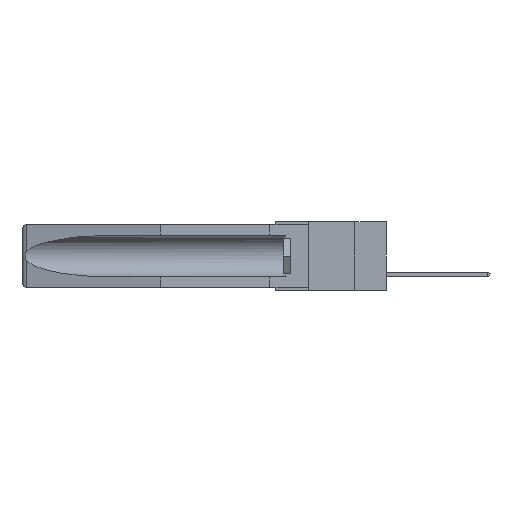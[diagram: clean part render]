
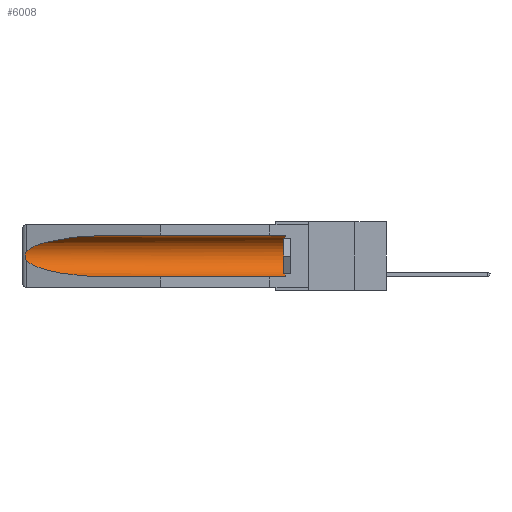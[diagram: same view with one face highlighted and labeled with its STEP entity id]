
A CAD part, left-side view. The second image highlights one B-rep face of the part: STEP entity #6008.
In plain terms, the highlighted cylindrical face has radius 2.857 mm (diameter 5.715 mm), a partial arc.
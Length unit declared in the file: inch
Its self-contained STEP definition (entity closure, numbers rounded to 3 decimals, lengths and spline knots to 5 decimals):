
#852 = CARTESIAN_POINT ( 'NONE',  ( 0.2675, 1.53308, -0.16763 ) ) ;
#1594 = CARTESIAN_POINT ( 'NONE',  ( 0.26537, 1.52718, -0.14972 ) ) ;
#2505 = ORIENTED_EDGE ( 'NONE', *, *, #25582, .T. ) ;
#2564 =( BOUNDED_CURVE ( )  B_SPLINE_CURVE ( 3, ( #20417, #15931, #18089, #29881 ),
 .UNSPECIFIED., .F., .F. ) 
 B_SPLINE_CURVE_WITH_KNOTS ( ( 4, 4 ),
 ( 4.71239, 6.08839 ),
 .UNSPECIFIED. ) 
 CURVE ( )  GEOMETRIC_REPRESENTATION_ITEM ( )  RATIONAL_B_SPLINE_CURVE ( ( 1., 0.848, 0.848, 1. ) ) 
 REPRESENTATION_ITEM ( '' )  );
#2845 = EDGE_LOOP ( 'NONE', ( #2505, #22568, #7769, #23417, #4728, #26616 ) ) ;
#3484 = VERTEX_POINT ( 'NONE', #26057 ) ;
#3699 = VERTEX_POINT ( 'NONE', #14641 ) ;
#4094 = VECTOR ( 'NONE', #22924, 39.37008 ) ;
#4569 = DIRECTION ( 'NONE',  ( 0., 0., 1. ) ) ;
#4728 = ORIENTED_EDGE ( 'NONE', *, *, #16421, .T. ) ;
#5429 = CARTESIAN_POINT ( 'NONE',  ( 0.26654, 1.53092, -0.15636 ) ) ;
#5535 = CARTESIAN_POINT ( 'NONE',  ( 0.2675, 1.53308, -0.17534 ) ) ;
#6008 = ADVANCED_FACE ( 'NONE', ( #30015 ), #9993, .F. ) ;
#6885 = EDGE_CURVE ( 'NONE', #3699, #8149, #11397, .T. ) ;
#7219 = VERTEX_POINT ( 'NONE', #7830 ) ;
#7769 = ORIENTED_EDGE ( 'NONE', *, *, #15067, .T. ) ;
#7830 = CARTESIAN_POINT ( 'NONE',  ( 0.155, 0.126, -0.059 ) ) ;
#7982 = B_SPLINE_CURVE_WITH_KNOTS ( 'NONE', 3,
 ( #19568, #12665, #5429, #12757, #852, #5535, #24274, #10418, #21999, #10311 ),
 .UNSPECIFIED., .F., .F.,
 ( 4, 2, 2, 2, 4 ),
 ( 0., 0.00029, 0.00058, 0.00087, 0.00117 ),
 .UNSPECIFIED. ) ;
#8043 = VECTOR ( 'NONE', #14961, 39.37008 ) ;
#8149 = VERTEX_POINT ( 'NONE', #13901 ) ;
#8646 = VERTEX_POINT ( 'NONE', #12100 ) ;
#8946 = DIRECTION ( 'NONE',  ( 0., 0., 1. ) ) ;
#9993 = CYLINDRICAL_SURFACE ( 'NONE', #18907, 0.1125 ) ;
#10026 = CARTESIAN_POINT ( 'NONE',  ( 0.26537, 1.52718, -0.19328 ) ) ;
#10311 = CARTESIAN_POINT ( 'NONE',  ( 0.26537, 1.52718, -0.19328 ) ) ;
#10321 = AXIS2_PLACEMENT_3D ( 'NONE', #25057, #22780, #8946 ) ;
#10418 = CARTESIAN_POINT ( 'NONE',  ( 0.26655, 1.53094, -0.18657 ) ) ;
#10684 = CARTESIAN_POINT ( 'NONE',  ( 0.155, -0.30754, -0.059 ) ) ;
#10947 = CARTESIAN_POINT ( 'NONE',  ( 0.155, -0.30754, -0.284 ) ) ;
#11397 = LINE ( 'NONE', #10947, #4094 ) ;
#12100 = CARTESIAN_POINT ( 'NONE',  ( 0.155, 1.07973, -0.059 ) ) ;
#12139 = EDGE_CURVE ( 'NONE', #18151, #3484, #7982, .T. ) ;
#12665 = CARTESIAN_POINT ( 'NONE',  ( 0.26597, 1.52961, -0.15275 ) ) ;
#12757 = CARTESIAN_POINT ( 'NONE',  ( 0.2673, 1.5327, -0.16383 ) ) ;
#12885 = CIRCLE ( 'NONE', #10321, 0.1125 ) ;
#12988 = EDGE_CURVE ( 'NONE', #7219, #8646, #28057, .T. ) ;
#13901 = CARTESIAN_POINT ( 'NONE',  ( 0.155, 1.07973, -0.284 ) ) ;
#14228 = DIRECTION ( 'NONE',  ( 0., 1., 0. ) ) ;
#14641 = CARTESIAN_POINT ( 'NONE',  ( 0.155, 0.126, -0.284 ) ) ;
#14708 = CARTESIAN_POINT ( 'NONE',  ( 0.21114, 1.30732, -0.284 ) ) ;
#14961 = DIRECTION ( 'NONE',  ( 0., 1., 0. ) ) ;
#15067 = EDGE_CURVE ( 'NONE', #3484, #8149, #27012, .T. ) ;
#15931 = CARTESIAN_POINT ( 'NONE',  ( 0.21114, 1.30732, -0.059 ) ) ;
#16421 = EDGE_CURVE ( 'NONE', #3699, #7219, #12885, .T. ) ;
#17126 = CARTESIAN_POINT ( 'NONE',  ( 0.25451, 1.48313, -0.24835 ) ) ;
#18089 = CARTESIAN_POINT ( 'NONE',  ( 0.25451, 1.48313, -0.09465 ) ) ;
#18151 = VERTEX_POINT ( 'NONE', #1594 ) ;
#18907 = AXIS2_PLACEMENT_3D ( 'NONE', #28186, #14228, #4569 ) ;
#19568 = CARTESIAN_POINT ( 'NONE',  ( 0.26537, 1.52718, -0.14972 ) ) ;
#19573 = CARTESIAN_POINT ( 'NONE',  ( 0.155, 1.07973, -0.284 ) ) ;
#20417 = CARTESIAN_POINT ( 'NONE',  ( 0.155, 1.07973, -0.059 ) ) ;
#21999 = CARTESIAN_POINT ( 'NONE',  ( 0.26597, 1.5296, -0.19026 ) ) ;
#22568 = ORIENTED_EDGE ( 'NONE', *, *, #12139, .T. ) ;
#22780 = DIRECTION ( 'NONE',  ( 0., -1., 0. ) ) ;
#22924 = DIRECTION ( 'NONE',  ( 0., 1., 0. ) ) ;
#23417 = ORIENTED_EDGE ( 'NONE', *, *, #6885, .F. ) ;
#24274 = CARTESIAN_POINT ( 'NONE',  ( 0.2673, 1.53269, -0.17917 ) ) ;
#25057 = CARTESIAN_POINT ( 'NONE',  ( 0.155, 0.126, -0.1715 ) ) ;
#25582 = EDGE_CURVE ( 'NONE', #8646, #18151, #2564, .T. ) ;
#26057 = CARTESIAN_POINT ( 'NONE',  ( 0.26537, 1.52718, -0.19328 ) ) ;
#26616 = ORIENTED_EDGE ( 'NONE', *, *, #12988, .T. ) ;
#27012 =( BOUNDED_CURVE ( )  B_SPLINE_CURVE ( 3, ( #10026, #17126, #14708, #19573 ),
 .UNSPECIFIED., .F., .F. ) 
 B_SPLINE_CURVE_WITH_KNOTS ( ( 4, 4 ),
 ( 0.1948, 1.5708 ),
 .UNSPECIFIED. ) 
 CURVE ( )  GEOMETRIC_REPRESENTATION_ITEM ( )  RATIONAL_B_SPLINE_CURVE ( ( 1., 0.848, 0.848, 1. ) ) 
 REPRESENTATION_ITEM ( '' )  );
#28057 = LINE ( 'NONE', #10684, #8043 ) ;
#28186 = CARTESIAN_POINT ( 'NONE',  ( 0.155, -0.30754, -0.1715 ) ) ;
#29881 = CARTESIAN_POINT ( 'NONE',  ( 0.26537, 1.52718, -0.14972 ) ) ;
#30015 = FACE_OUTER_BOUND ( 'NONE', #2845, .T. ) ;
